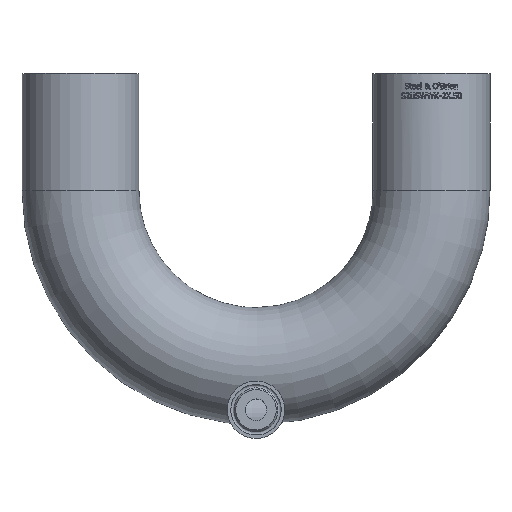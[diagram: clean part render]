
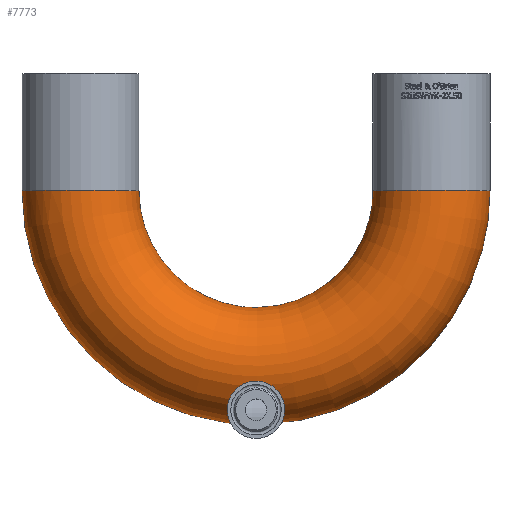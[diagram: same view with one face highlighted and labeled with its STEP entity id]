
A CAD part, top view. The second image highlights one B-rep face of the part: STEP entity #7773.
In plain terms, the highlighted toroidal (fillet/blend) face has major radius 76.2 mm and minor radius 25.4 mm.
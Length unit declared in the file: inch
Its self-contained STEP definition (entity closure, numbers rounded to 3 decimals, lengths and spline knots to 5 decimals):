
#18=TOROIDAL_SURFACE('',#8240,3.,1.);
#147=FACE_BOUND('',#1442,.T.);
#148=FACE_BOUND('',#1443,.T.);
#956=FACE_OUTER_BOUND('',#1441,.T.);
#1441=EDGE_LOOP('',(#7241));
#1442=EDGE_LOOP('',(#7242));
#1443=EDGE_LOOP('',(#7243));
#1596=CIRCLE('',#8199,1.);
#1609=CIRCLE('',#8231,1.);
#3019=B_SPLINE_CURVE_WITH_KNOTS('',3,(#17249,#17250,#17251,#17252,#17253,
#17254,#17255,#17256,#17257,#17258,#17259,#17260,#17261,#17262,#17263,#17264,
#17265,#17266,#17267,#17268,#17269,#17270,#17271,#17272,#17273,#17274,#17275,
#17276,#17277,#17278,#17279,#17280,#17281,#17282,#17283,#17284,#17285,#17286,
#17287,#17288,#17289,#17290),.UNSPECIFIED.,.T.,.F.,(4,2,2,2,2,2,2,2,2,2,
2,2,2,2,2,2,2,2,2,2,4),(-0.00207,0.,0.62055,1.2985,
1.79853,2.02915,2.20565,2.39649,2.69776,
2.96979,3.2214,3.47301,3.74503,4.04631,
4.23714,4.41365,4.64426,5.14429,5.82224,
6.4428,6.44487),.UNSPECIFIED.);
#3775=VERTEX_POINT('',#17236);
#3777=VERTEX_POINT('',#17248);
#3790=VERTEX_POINT('',#17367);
#4925=EDGE_CURVE('',#3775,#3775,#1596,.T.);
#4927=EDGE_CURVE('',#3777,#3777,#3019,.T.);
#4940=EDGE_CURVE('',#3790,#3790,#1609,.T.);
#7241=ORIENTED_EDGE('',*,*,#4940,.F.);
#7242=ORIENTED_EDGE('',*,*,#4927,.F.);
#7243=ORIENTED_EDGE('',*,*,#4925,.F.);
#7773=ADVANCED_FACE('',(#956,#147,#148),#18,.T.);
#8199=AXIS2_PLACEMENT_3D('',#17237,#9584,#9585);
#8231=AXIS2_PLACEMENT_3D('',#17368,#9648,#9649);
#8240=AXIS2_PLACEMENT_3D('',#17380,#9666,#9667);
#9584=DIRECTION('center_axis',(0.,1.,0.));
#9585=DIRECTION('ref_axis',(-1.,0.,0.));
#9648=DIRECTION('center_axis',(0.,1.,0.));
#9649=DIRECTION('ref_axis',(1.,0.,0.));
#9666=DIRECTION('center_axis',(0.,0.,1.));
#9667=DIRECTION('ref_axis',(0.707,-0.707,0.));
#17236=CARTESIAN_POINT('',(3.,0.,-1.));
#17237=CARTESIAN_POINT('Origin',(3.,0.,0.));
#17248=CARTESIAN_POINT('',(0.,-4.,0.));
#17249=CARTESIAN_POINT('Ctrl Pts',(0.,-4.,0.));
#17250=CARTESIAN_POINT('Ctrl Pts',(0.00012,-4.,0.00024));
#17251=CARTESIAN_POINT('Ctrl Pts',(0.00025,-4.,
0.00048));
#17252=CARTESIAN_POINT('Ctrl Pts',(0.03774,-3.99994,
0.07308));
#17253=CARTESIAN_POINT('Ctrl Pts',(0.0752,-3.99151,
0.14558));
#17254=CARTESIAN_POINT('Ctrl Pts',(0.14757,-3.95614,
0.2955));
#17255=CARTESIAN_POINT('Ctrl Pts',(0.18228,-3.92738,
0.37324));
#17256=CARTESIAN_POINT('Ctrl Pts',(0.22731,-3.85965,0.50337));
#17257=CARTESIAN_POINT('Ctrl Pts',(0.24181,-3.82499,
0.55756));
#17258=CARTESIAN_POINT('Ctrl Pts',(0.25009,-3.76721,
0.63205));
#17259=CARTESIAN_POINT('Ctrl Pts',(0.25081,-3.74786,
0.65497));
#17260=CARTESIAN_POINT('Ctrl Pts',(0.24763,-3.71234,
0.69374));
#17261=CARTESIAN_POINT('Ctrl Pts',(0.24477,-3.69647,
0.71));
#17262=CARTESIAN_POINT('Ctrl Pts',(0.23507,-3.663,
0.74228));
#17263=CARTESIAN_POINT('Ctrl Pts',(0.22793,-3.64539,
0.75814));
#17264=CARTESIAN_POINT('Ctrl Pts',(0.20301,-3.60078,
0.79594));
#17265=CARTESIAN_POINT('Ctrl Pts',(0.18279,-3.57662,0.81414));
#17266=CARTESIAN_POINT('Ctrl Pts',(0.13688,-3.53891,
0.84101));
#17267=CARTESIAN_POINT('Ctrl Pts',(0.11141,-3.52417,
0.85069));
#17268=CARTESIAN_POINT('Ctrl Pts',(0.0566,-3.5049,
0.86305));
#17269=CARTESIAN_POINT('Ctrl Pts',(0.02852,-3.5,0.86603));
#17270=CARTESIAN_POINT('Ctrl Pts',(-0.02852,-3.5,0.86603));
#17271=CARTESIAN_POINT('Ctrl Pts',(-0.0566,-3.5049,
0.86305));
#17272=CARTESIAN_POINT('Ctrl Pts',(-0.11141,-3.52417,
0.85069));
#17273=CARTESIAN_POINT('Ctrl Pts',(-0.13688,-3.53891,
0.84101));
#17274=CARTESIAN_POINT('Ctrl Pts',(-0.18279,-3.57662,
0.81414));
#17275=CARTESIAN_POINT('Ctrl Pts',(-0.20301,-3.60078,
0.79594));
#17276=CARTESIAN_POINT('Ctrl Pts',(-0.22793,-3.64539,
0.75814));
#17277=CARTESIAN_POINT('Ctrl Pts',(-0.23507,-3.663,
0.74228));
#17278=CARTESIAN_POINT('Ctrl Pts',(-0.24477,-3.69647,
0.71));
#17279=CARTESIAN_POINT('Ctrl Pts',(-0.24763,-3.71234,
0.69374));
#17280=CARTESIAN_POINT('Ctrl Pts',(-0.25081,-3.74786,
0.65497));
#17281=CARTESIAN_POINT('Ctrl Pts',(-0.25009,-3.76721,
0.63205));
#17282=CARTESIAN_POINT('Ctrl Pts',(-0.24181,-3.82499,
0.55756));
#17283=CARTESIAN_POINT('Ctrl Pts',(-0.22731,-3.85965,
0.50337));
#17284=CARTESIAN_POINT('Ctrl Pts',(-0.18228,-3.92738,
0.37324));
#17285=CARTESIAN_POINT('Ctrl Pts',(-0.14757,-3.95614,
0.2955));
#17286=CARTESIAN_POINT('Ctrl Pts',(-0.0752,-3.99151,
0.14558));
#17287=CARTESIAN_POINT('Ctrl Pts',(-0.03774,-3.99994,
0.07308));
#17288=CARTESIAN_POINT('Ctrl Pts',(-0.00025,-4.,
0.00048));
#17289=CARTESIAN_POINT('Ctrl Pts',(-0.00012,-4.,0.00024));
#17290=CARTESIAN_POINT('Ctrl Pts',(0.,-4.,0.));
#17367=CARTESIAN_POINT('',(-3.,0.,1.));
#17368=CARTESIAN_POINT('Origin',(-3.,0.,0.));
#17380=CARTESIAN_POINT('Origin',(0.,0.,
0.));
